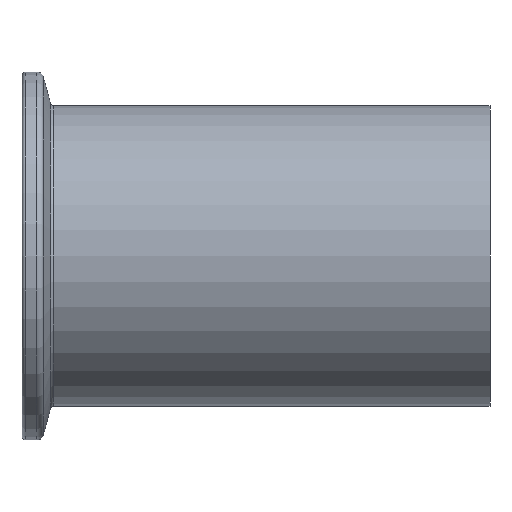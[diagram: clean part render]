
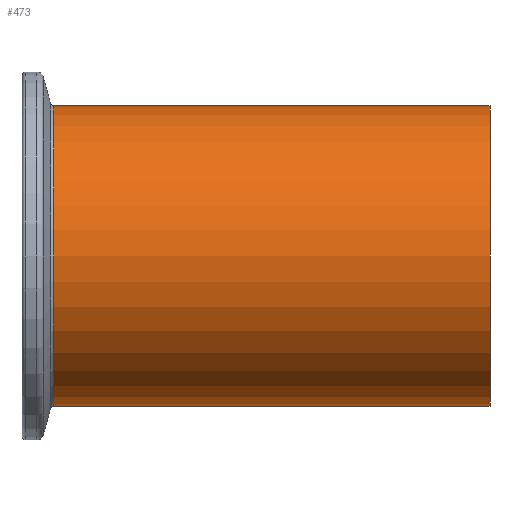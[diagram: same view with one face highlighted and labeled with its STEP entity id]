
A CAD part, front view. The second image highlights one B-rep face of the part: STEP entity #473.
In plain terms, the highlighted cylindrical face has radius 22.5 mm (diameter 45 mm), a partial arc.
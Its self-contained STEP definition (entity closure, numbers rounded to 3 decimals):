
#1 = ORIENTED_EDGE ( 'NONE', *, *, #445, .F. ) ;
#3 = CIRCLE ( 'NONE', #159, 22.5 ) ;
#8 = CARTESIAN_POINT ( 'NONE',  ( -2.782, 0., 0. ) ) ;
#11 = EDGE_CURVE ( 'NONE', #242, #394, #3, .T. ) ;
#74 = AXIS2_PLACEMENT_3D ( 'NONE', #178, #183, #197 ) ;
#80 = VECTOR ( 'NONE', #348, 1000. ) ;
#128 = LINE ( 'NONE', #274, #80 ) ;
#159 = AXIS2_PLACEMENT_3D ( 'NONE', #462, #273, #276 ) ;
#178 = CARTESIAN_POINT ( 'NONE',  ( 70., 0., 0. ) ) ;
#183 = DIRECTION ( 'NONE',  ( -1., 0., 0. ) ) ;
#186 = EDGE_CURVE ( 'NONE', #233, #234, #634, .T. ) ;
#197 = DIRECTION ( 'NONE',  ( 0., 0., 1. ) ) ;
#216 = CARTESIAN_POINT ( 'NONE',  ( 4.723, 0., 22.5 ) ) ;
#228 = CARTESIAN_POINT ( 'NONE',  ( -2.782, 0., 22.5 ) ) ;
#233 = VERTEX_POINT ( 'NONE', #249 ) ;
#234 = VERTEX_POINT ( 'NONE', #315 ) ;
#242 = VERTEX_POINT ( 'NONE', #216 ) ;
#249 = CARTESIAN_POINT ( 'NONE',  ( 70., 0., -22.5 ) ) ;
#251 = EDGE_CURVE ( 'NONE', #234, #242, #515, .T. ) ;
#255 = ORIENTED_EDGE ( 'NONE', *, *, #251, .T. ) ;
#259 = AXIS2_PLACEMENT_3D ( 'NONE', #8, #486, #321 ) ;
#273 = DIRECTION ( 'NONE',  ( 1., 0., 0. ) ) ;
#274 = CARTESIAN_POINT ( 'NONE',  ( -2.782, 0., -22.5 ) ) ;
#276 = DIRECTION ( 'NONE',  ( 0., 0., 1. ) ) ;
#281 = ORIENTED_EDGE ( 'NONE', *, *, #11, .T. ) ;
#302 = FACE_OUTER_BOUND ( 'NONE', #324, .T. ) ;
#315 = CARTESIAN_POINT ( 'NONE',  ( 70., 0., 22.5 ) ) ;
#321 = DIRECTION ( 'NONE',  ( 0., 0., 1. ) ) ;
#324 = EDGE_LOOP ( 'NONE', ( #1, #545, #255, #281 ) ) ;
#348 = DIRECTION ( 'NONE',  ( -1., 0., 0. ) ) ;
#369 = DIRECTION ( 'NONE',  ( -1., 0., 0. ) ) ;
#394 = VERTEX_POINT ( 'NONE', #609 ) ;
#445 = EDGE_CURVE ( 'NONE', #233, #394, #128, .T. ) ;
#462 = CARTESIAN_POINT ( 'NONE',  ( 4.723, 0., 0. ) ) ;
#473 = ADVANCED_FACE ( 'NONE', ( #302 ), #576, .T. ) ;
#486 = DIRECTION ( 'NONE',  ( -1., 0., 0. ) ) ;
#489 = VECTOR ( 'NONE', #369, 1000. ) ;
#515 = LINE ( 'NONE', #228, #489 ) ;
#545 = ORIENTED_EDGE ( 'NONE', *, *, #186, .T. ) ;
#576 = CYLINDRICAL_SURFACE ( 'NONE', #259, 22.5 ) ;
#609 = CARTESIAN_POINT ( 'NONE',  ( 4.723, 0., -22.5 ) ) ;
#634 = CIRCLE ( 'NONE', #74, 22.5 ) ;
